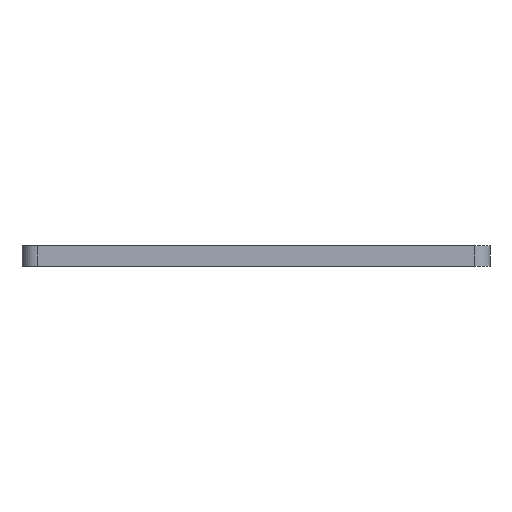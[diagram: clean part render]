
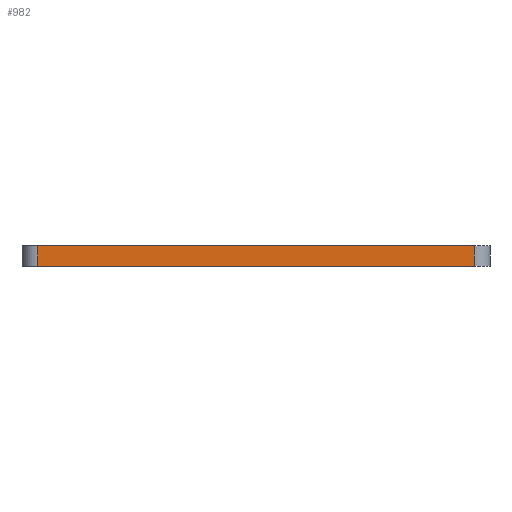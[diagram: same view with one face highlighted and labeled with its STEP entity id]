
A CAD part, left-side view. The second image highlights one B-rep face of the part: STEP entity #982.
In plain terms, the highlighted planar face has unit normal (-1, 0, 0).
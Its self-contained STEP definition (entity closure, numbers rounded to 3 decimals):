
#137 = CARTESIAN_POINT ( 'NONE',  ( -99., 70., 6.5 ) ) ;
#160 = VECTOR ( 'NONE', #1625, 1000. ) ;
#184 = ORIENTED_EDGE ( 'NONE', *, *, #2734, .T. ) ;
#265 = DIRECTION ( 'NONE',  ( 1., 0., 0. ) ) ;
#320 = CARTESIAN_POINT ( 'NONE',  ( -99., -70., 6.5 ) ) ;
#434 = EDGE_CURVE ( 'NONE', #3270, #1655, #3185, .T. ) ;
#522 = CARTESIAN_POINT ( 'NONE',  ( -99., 75., 6.5 ) ) ;
#750 = LINE ( 'NONE', #2663, #160 ) ;
#982 = ADVANCED_FACE ( 'NONE', ( #2386 ), #1798, .F. ) ;
#1080 = DIRECTION ( 'NONE',  ( 0., 0., -1. ) ) ;
#1119 = VECTOR ( 'NONE', #1080, 1000. ) ;
#1422 = VERTEX_POINT ( 'NONE', #2324 ) ;
#1432 = ORIENTED_EDGE ( 'NONE', *, *, #2524, .F. ) ;
#1544 = VERTEX_POINT ( 'NONE', #320 ) ;
#1589 = DIRECTION ( 'NONE',  ( 0., -1., 0. ) ) ;
#1599 = EDGE_CURVE ( 'NONE', #1422, #1544, #2968, .T. ) ;
#1625 = DIRECTION ( 'NONE',  ( 0., -1., 0. ) ) ;
#1655 = VERTEX_POINT ( 'NONE', #2973 ) ;
#1681 = VECTOR ( 'NONE', #1589, 1000. ) ;
#1725 = LINE ( 'NONE', #522, #1681 ) ;
#1798 = PLANE ( 'NONE',  #3123 ) ;
#2060 = DIRECTION ( 'NONE',  ( 0., 1., 0. ) ) ;
#2106 = ORIENTED_EDGE ( 'NONE', *, *, #1599, .T. ) ;
#2324 = CARTESIAN_POINT ( 'NONE',  ( -99., -70., 0. ) ) ;
#2386 = FACE_OUTER_BOUND ( 'NONE', #3303, .T. ) ;
#2524 = EDGE_CURVE ( 'NONE', #3270, #1544, #1725, .T. ) ;
#2663 = CARTESIAN_POINT ( 'NONE',  ( -99., 75., 0. ) ) ;
#2734 = EDGE_CURVE ( 'NONE', #1655, #1422, #750, .T. ) ;
#2799 = VECTOR ( 'NONE', #3231, 1000. ) ;
#2907 = CARTESIAN_POINT ( 'NONE',  ( -99., 70., 6.5 ) ) ;
#2968 = LINE ( 'NONE', #2981, #2799 ) ;
#2973 = CARTESIAN_POINT ( 'NONE',  ( -99., 70., 0. ) ) ;
#2981 = CARTESIAN_POINT ( 'NONE',  ( -99., -70., 6.5 ) ) ;
#3123 = AXIS2_PLACEMENT_3D ( 'NONE', #3376, #265, #2060 ) ;
#3185 = LINE ( 'NONE', #2907, #1119 ) ;
#3231 = DIRECTION ( 'NONE',  ( 0., 0., 1. ) ) ;
#3237 = ORIENTED_EDGE ( 'NONE', *, *, #434, .T. ) ;
#3270 = VERTEX_POINT ( 'NONE', #137 ) ;
#3303 = EDGE_LOOP ( 'NONE', ( #1432, #3237, #184, #2106 ) ) ;
#3376 = CARTESIAN_POINT ( 'NONE',  ( -99., 75., 6.5 ) ) ;
